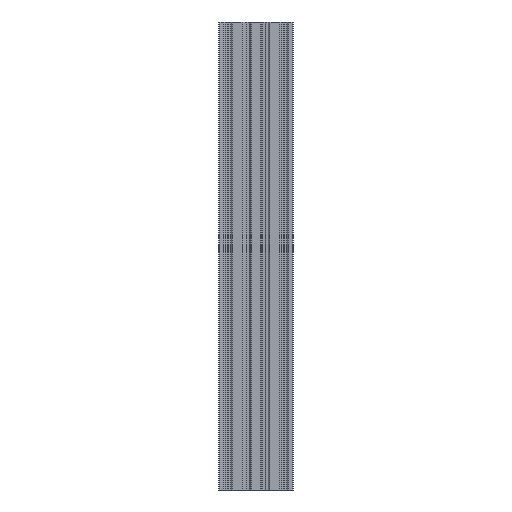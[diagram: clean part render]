
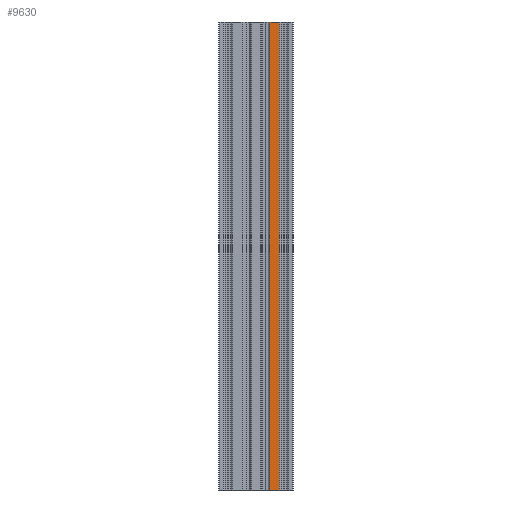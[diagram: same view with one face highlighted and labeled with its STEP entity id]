
A CAD part, front view. The second image highlights one B-rep face of the part: STEP entity #9630.
In plain terms, the highlighted planar face has unit normal (0, -1, 0).
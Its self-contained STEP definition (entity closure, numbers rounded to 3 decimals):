
#359=PLANE('',#10166);
#824=FACE_OUTER_BOUND('',#1304,.T.);
#1304=EDGE_LOOP('',(#8809,#8810,#8811,#8812));
#1555=LINE('',#12965,#2891);
#2096=LINE('',#14115,#3432);
#2646=LINE('',#15232,#3982);
#2647=LINE('',#15234,#3983);
#2891=VECTOR('',#10445,10.);
#3432=VECTOR('',#11056,10.);
#3982=VECTOR('',#12336,10.);
#3983=VECTOR('',#12339,10.);
#4291=VERTEX_POINT('',#12962);
#4292=VERTEX_POINT('',#12964);
#4865=VERTEX_POINT('',#14112);
#4866=VERTEX_POINT('',#14114);
#5221=EDGE_CURVE('',#4291,#4292,#1555,.T.);
#5796=EDGE_CURVE('',#4866,#4865,#2096,.T.);
#6358=EDGE_CURVE('',#4865,#4292,#2646,.T.);
#6359=EDGE_CURVE('',#4866,#4291,#2647,.T.);
#8809=ORIENTED_EDGE('',*,*,#5796,.T.);
#8810=ORIENTED_EDGE('',*,*,#6358,.T.);
#8811=ORIENTED_EDGE('',*,*,#5221,.F.);
#8812=ORIENTED_EDGE('',*,*,#6359,.F.);
#9630=ADVANCED_FACE('',(#824),#359,.T.);
#10166=AXIS2_PLACEMENT_3D('',#15233,#12337,#12338);
#10445=DIRECTION('',(1.,0.,0.));
#11056=DIRECTION('',(1.,0.,0.));
#12336=DIRECTION('',(0.,0.,1.));
#12337=DIRECTION('center_axis',(0.,-1.,0.));
#12338=DIRECTION('ref_axis',(1.,0.,0.));
#12339=DIRECTION('',(0.,0.,1.));
#12962=CARTESIAN_POINT('',(14.9,-10.,500.));
#12964=CARTESIAN_POINT('',(25.1,-10.,500.));
#12965=CARTESIAN_POINT('',(14.9,-10.,500.));
#14112=CARTESIAN_POINT('',(25.1,-10.,0.));
#14114=CARTESIAN_POINT('',(14.9,-10.,0.));
#14115=CARTESIAN_POINT('',(14.9,-10.,0.));
#15232=CARTESIAN_POINT('',(25.1,-10.,0.));
#15233=CARTESIAN_POINT('Origin',(14.9,-10.,0.));
#15234=CARTESIAN_POINT('',(14.9,-10.,0.));
